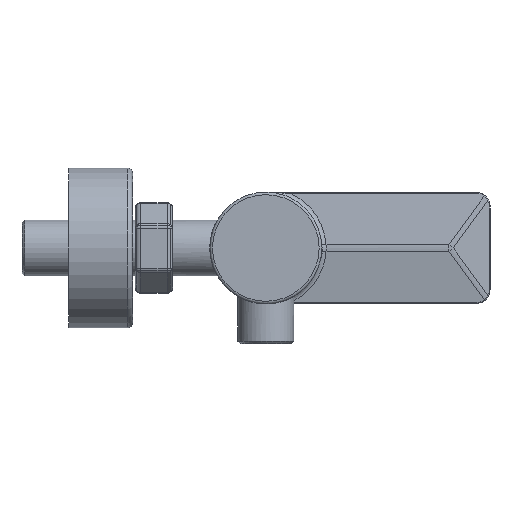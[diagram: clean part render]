
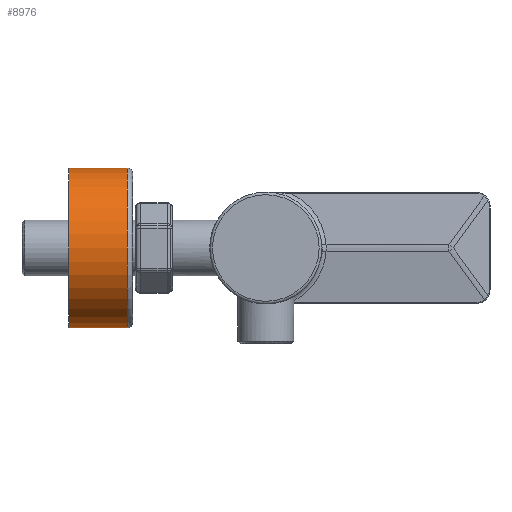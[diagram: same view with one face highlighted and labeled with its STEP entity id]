
A CAD part, left-side view. The second image highlights one B-rep face of the part: STEP entity #8976.
In plain terms, the highlighted cylindrical face has radius 30 mm (diameter 60 mm), a full revolution.
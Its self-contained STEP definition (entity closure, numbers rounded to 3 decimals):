
#8917=CARTESIAN_POINT('',(-98.346,54.228,20.228));
#8918=VERTEX_POINT('',#8917);
#8919=CARTESIAN_POINT('',(-68.346,54.228,-9.772));
#8920=VERTEX_POINT('',#8919);
#8921=CARTESIAN_POINT('',(-98.346,54.228,-9.772));
#8922=DIRECTION('',(0.,1.,-0.));
#8923=DIRECTION('',(0.,0.,1.));
#8924=AXIS2_PLACEMENT_3D('',#8921,#8922,#8923);
#8925=CIRCLE('',#8924,30.);
#8926=EDGE_CURVE('',#8918,#8920,#8925,.T.);
#8928=CARTESIAN_POINT('',(-98.346,54.228,-9.772));
#8929=DIRECTION('',(0.,1.,-0.));
#8930=DIRECTION('',(0.,0.,1.));
#8931=AXIS2_PLACEMENT_3D('',#8928,#8929,#8930);
#8932=CIRCLE('',#8931,30.);
#8933=EDGE_CURVE('',#8920,#8918,#8932,.T.);
#8942=CARTESIAN_POINT('',(-98.346,30.228,-9.772));
#8943=DIRECTION('',(0.,1.,-0.));
#8944=DIRECTION('',(1.,-0.,-0.));
#8945=AXIS2_PLACEMENT_3D('',#8942,#8943,#8944);
#8946=CYLINDRICAL_SURFACE('',#8945,30.);
#8947=CARTESIAN_POINT('',(-68.346,32.228,-9.772));
#8948=VERTEX_POINT('',#8947);
#8949=CARTESIAN_POINT('',(-68.346,54.228,-9.772));
#8950=DIRECTION('',(-0.,-1.,0.));
#8951=VECTOR('',#8950,22.);
#8952=LINE('',#8949,#8951);
#8953=EDGE_CURVE('',#8920,#8948,#8952,.T.);
#8954=ORIENTED_EDGE('',*,*,#8953,.T.);
#8955=CARTESIAN_POINT('',(-98.346,32.228,-39.772));
#8956=VERTEX_POINT('',#8955);
#8957=CARTESIAN_POINT('',(-98.346,32.228,-9.772));
#8958=DIRECTION('',(-0.,-1.,0.));
#8959=DIRECTION('',(-0.,-0.,-1.));
#8960=AXIS2_PLACEMENT_3D('',#8957,#8958,#8959);
#8961=CIRCLE('',#8960,30.);
#8962=EDGE_CURVE('',#8956,#8948,#8961,.T.);
#8963=ORIENTED_EDGE('',*,*,#8962,.F.);
#8964=CARTESIAN_POINT('',(-98.346,32.228,-9.772));
#8965=DIRECTION('',(-0.,-1.,0.));
#8966=DIRECTION('',(-0.,-0.,-1.));
#8967=AXIS2_PLACEMENT_3D('',#8964,#8965,#8966);
#8968=CIRCLE('',#8967,30.);
#8969=EDGE_CURVE('',#8948,#8956,#8968,.T.);
#8970=ORIENTED_EDGE('',*,*,#8969,.F.);
#8971=ORIENTED_EDGE('',*,*,#8953,.F.);
#8972=ORIENTED_EDGE('',*,*,#8926,.F.);
#8973=ORIENTED_EDGE('',*,*,#8933,.F.);
#8974=EDGE_LOOP('',(#8954,#8963,#8970,#8971,#8972,#8973));
#8975=FACE_BOUND('',#8974,.T.);
#8976=ADVANCED_FACE('',(#8975),#8946,.T.);
